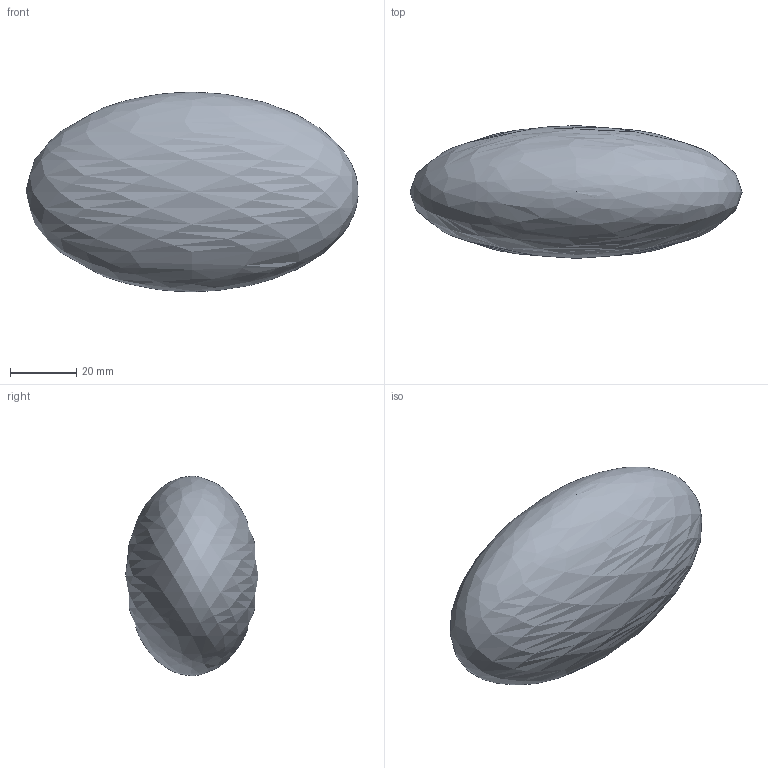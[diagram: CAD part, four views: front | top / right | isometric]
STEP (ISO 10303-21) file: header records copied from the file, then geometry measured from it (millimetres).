
FILE_DESCRIPTION( ( 'STEP AP203' ), '1' );
FILE_NAME( 'ellipsoid.step', ' ', ( ' ' ), ( ' ' ), 'PSStep 20.0.26', ' ', ' ' );
FILE_SCHEMA( ( 'CONFIG_CONTROL_DESIGN' ) );
Length unit declared in the file: metre
Products named in the file (3): Assem1
Assembly tree (2 placements, depth 3):
  Assem1
    (unnamed)
      (unnamed)
Bounding box: 99.95 x 40 x 60 mm (x, y, z)
Volume: 125906.1 mm3; surface area: 13494.3 mm2
Topology: 1 solids, 1 shells, 1 faces, 3 edges, 2 vertices
Faces by surface type: bspline 1
Entity records: 161 total; most frequent: CARTESIAN_POINT 34, CC_DESIGN_PERSON_AND_ORGANIZATION_ASSIGNMENT 13, DIRECTION 8, CC_DESIGN_DATE_AND_TIME_ASSIGNMENT 6, DIMENSIONAL_EXPONENTS 6, PRODUCT_DEFINITION_SHAPE 5, PERSON_AND_ORGANIZATION_ROLE 4, AXIS2_PLACEMENT_3D 4
